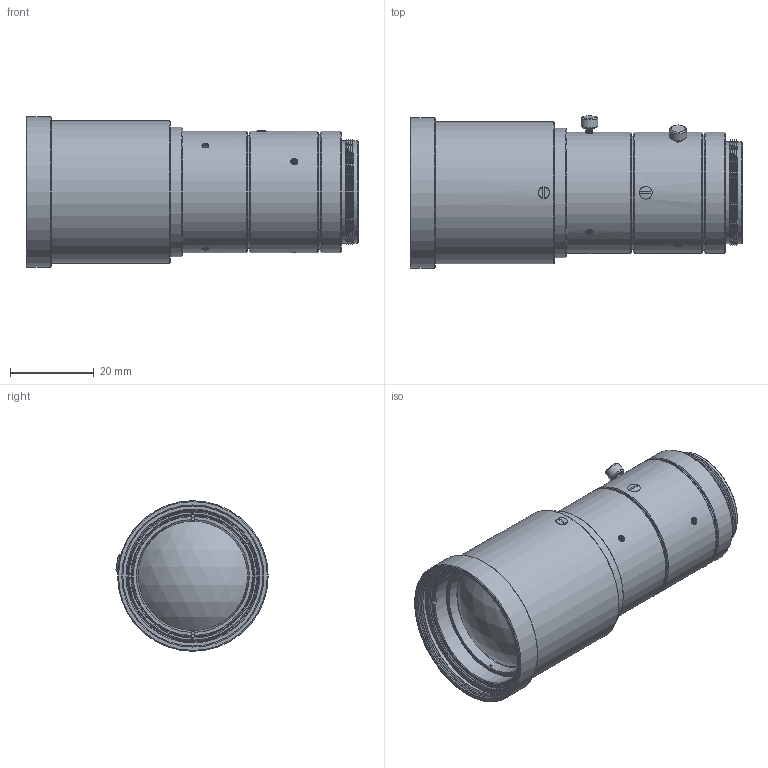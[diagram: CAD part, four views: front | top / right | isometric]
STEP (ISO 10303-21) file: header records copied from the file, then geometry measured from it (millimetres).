
FILE_DESCRIPTION(/* description */ (''),/* implementation_level */ '2;1');
FILE_NAME(/* name */ 'SASF-C-HD-F75-M34_3D-CAD.stp',/* time_stamp */ '2021-10-07T11:50:55-04:00',/* author */ ('us0alz'),/* organization */ (''),/* preprocessor_version */ 'ST-DEVELOPER v17',/* originating_system */ 'Autodesk Inventor 2019',/* authorisation */ '');
FILE_SCHEMA (('AUTOMOTIVE_DESIGN { 1 0 10303 214 3 1 1 }'));
Length unit declared in the file: millimetre
Products named in the file (1): SASF-C-HD-F75-M34_3D-CAD
Bounding box: 79.4 x 36.42 x 36 mm (x, y, z)
Volume: 50275.8 mm3; surface area: 15411.9 mm2
Topology: 1 solids, 9 shells, 291 faces, 792 edges, 536 vertices
Faces by surface type: cone 176, plane 68, cylinder 39, sphere 4, torus 4
Full cylindrical faces by diameter (mm): 1.3 x2, 4 x2, 15.6 x1, 24.4 x2, 26.2 x1, 27 x1, 27.5 x1, 28 x2, 29 x3, 29.3 x1, 29.5 x1, 31 x2, 34 x1, 34.5 x1, 36 x1
Entity records: 10047 total; most frequent: CARTESIAN_POINT 2222, DIRECTION 1784, ORIENTED_EDGE 1584, EDGE_CURVE 792, AXIS2_PLACEMENT_3D 739, VERTEX_POINT 536, CIRCLE 447, EDGE_LOOP 324
